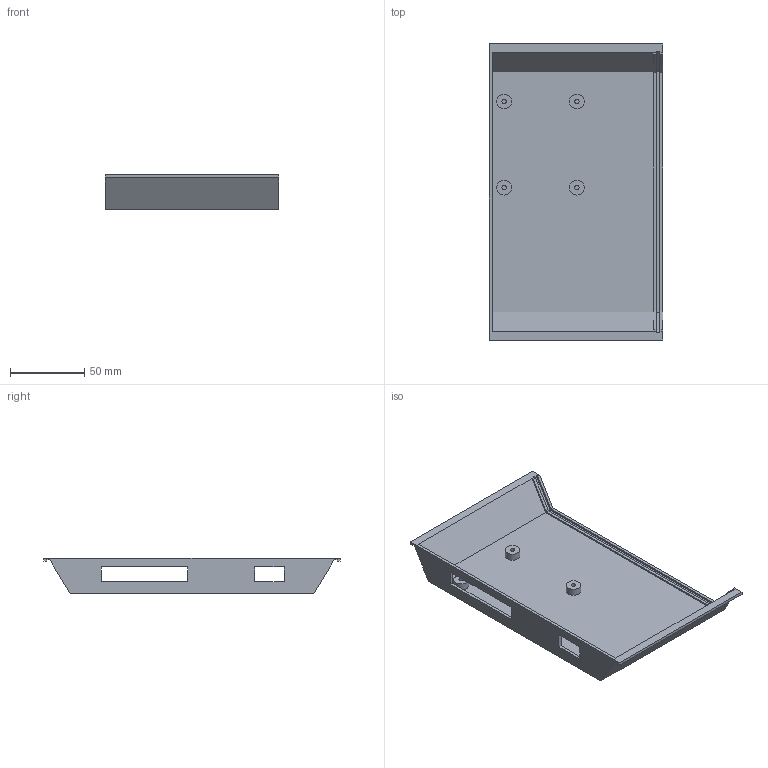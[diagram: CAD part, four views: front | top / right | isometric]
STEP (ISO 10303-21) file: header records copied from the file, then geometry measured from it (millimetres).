
FILE_DESCRIPTION(/* description */ (''),/* implementation_level */ '2;1');
FILE_NAME(/* name */ 'Body Bottom.step',/* time_stamp */ '2021-04-07T11:32:06-04:00',/* author */ (''),/* organization */ (''),/* preprocessor_version */ 'ST-DEVELOPER v18.1',/* originating_system */ 'Autodesk Translation Framework v9.10.0.1330',/* authorisation */ '');
FILE_SCHEMA (('AUTOMOTIVE_DESIGN { 1 0 10303 214 3 1 1 }'));
Length unit declared in the file: millimetre
Products named in the file (1): Body Bottom
Bounding box: 116.8 x 199.46 x 23.71 mm (x, y, z)
Volume: 59972.6 mm3; surface area: 63958 mm2
Topology: 7 solids, 7 shells, 94 faces, 204 edges, 132 vertices
Faces by surface type: plane 86, cylinder 8
Full cylindrical faces by diameter (mm): 3 x4, 10 x4
Entity records: 2543 total; most frequent: CARTESIAN_POINT 431, DIRECTION 410, ORIENTED_EDGE 408, EDGE_CURVE 204, LINE 188, VECTOR 188, VERTEX_POINT 132, AXIS2_PLACEMENT_3D 111
